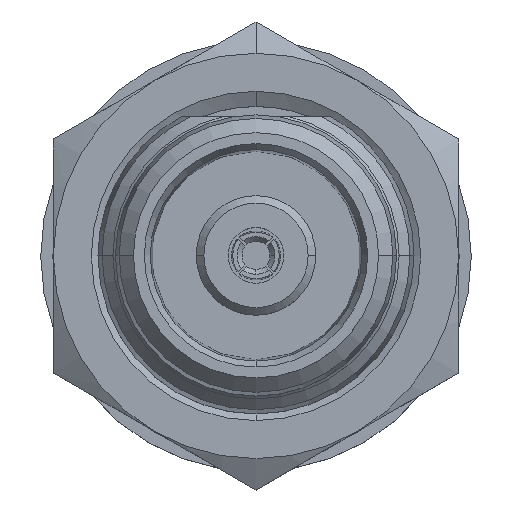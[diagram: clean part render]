
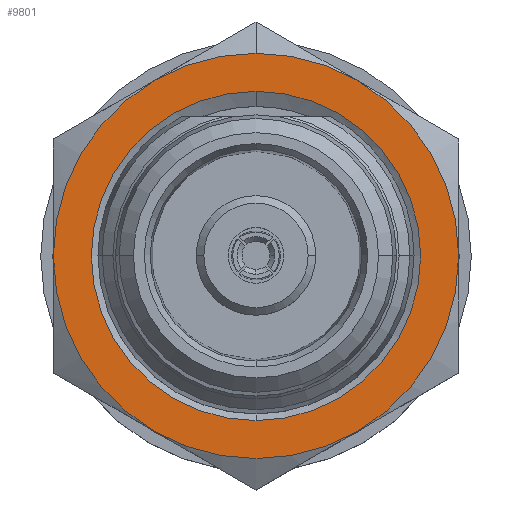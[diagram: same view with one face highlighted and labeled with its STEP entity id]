
A CAD part, top view. The second image highlights one B-rep face of the part: STEP entity #9801.
In plain terms, the highlighted planar face has unit normal (0, 0, 1).
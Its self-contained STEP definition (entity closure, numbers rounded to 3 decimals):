
#766 = CIRCLE ( 'NONE', #9866, 8. ) ;
#1163 = ORIENTED_EDGE ( 'NONE', *, *, #13705, .T. ) ;
#1386 = ORIENTED_EDGE ( 'NONE', *, *, #25099, .T. ) ;
#1573 = ORIENTED_EDGE ( 'NONE', *, *, #4859, .T. ) ;
#1736 = CARTESIAN_POINT ( 'NONE',  ( -4., -6.928, -14.6 ) ) ;
#2145 = DIRECTION ( 'NONE',  ( 0., 0., 1. ) ) ;
#2235 = DIRECTION ( 'NONE',  ( 0., 0., 1. ) ) ;
#2512 = DIRECTION ( 'NONE',  ( 0., -1., 0. ) ) ;
#2797 = EDGE_CURVE ( 'NONE', #12233, #16530, #29758, .T. ) ;
#2820 = ORIENTED_EDGE ( 'NONE', *, *, #2797, .F. ) ;
#2987 = DIRECTION ( 'NONE',  ( 0., 0., 1. ) ) ;
#3503 = CIRCLE ( 'NONE', #26973, 8. ) ;
#3580 = DIRECTION ( 'NONE',  ( 0., -1., 0. ) ) ;
#3925 = AXIS2_PLACEMENT_3D ( 'NONE', #16713, #2235, #36232 ) ;
#4248 = FACE_OUTER_BOUND ( 'NONE', #23356, .T. ) ;
#4859 = EDGE_CURVE ( 'NONE', #19505, #23679, #36561, .T. ) ;
#5436 = EDGE_CURVE ( 'NONE', #35403, #25486, #14702, .T. ) ;
#5672 = DIRECTION ( 'NONE',  ( 0., 0., 1. ) ) ;
#6686 = CARTESIAN_POINT ( 'NONE',  ( 0., 8., -14.6 ) ) ;
#6939 = CARTESIAN_POINT ( 'NONE',  ( 0., 0., -14.6 ) ) ;
#7363 = ORIENTED_EDGE ( 'NONE', *, *, #15519, .T. ) ;
#7880 = ORIENTED_EDGE ( 'NONE', *, *, #9689, .F. ) ;
#8989 = AXIS2_PLACEMENT_3D ( 'NONE', #10448, #30266, #35498 ) ;
#9383 = DIRECTION ( 'NONE',  ( 0., -1., 0. ) ) ;
#9689 = EDGE_CURVE ( 'NONE', #16530, #12233, #28989, .T. ) ;
#9801 = ADVANCED_FACE ( 'NONE', ( #13893, #4248 ), #15855, .F. ) ;
#9866 = AXIS2_PLACEMENT_3D ( 'NONE', #19583, #2987, #2512 ) ;
#9963 = DIRECTION ( 'NONE',  ( 0., -1., 0. ) ) ;
#10448 = CARTESIAN_POINT ( 'NONE',  ( 0., 0., -14.6 ) ) ;
#10861 = EDGE_CURVE ( 'NONE', #25486, #28348, #16383, .T. ) ;
#12194 = DIRECTION ( 'NONE',  ( 0., 0., 1. ) ) ;
#12233 = VERTEX_POINT ( 'NONE', #17729 ) ;
#12723 = DIRECTION ( 'NONE',  ( 0., -1., 0. ) ) ;
#12850 = DIRECTION ( 'NONE',  ( 0., 0., 1. ) ) ;
#13705 = EDGE_CURVE ( 'NONE', #28348, #24025, #766, .T. ) ;
#13893 = FACE_BOUND ( 'NONE', #33647, .T. ) ;
#14702 = CIRCLE ( 'NONE', #8989, 8. ) ;
#15519 = EDGE_CURVE ( 'NONE', #23679, #23240, #22672, .T. ) ;
#15591 = CIRCLE ( 'NONE', #20875, 8. ) ;
#15684 = CARTESIAN_POINT ( 'NONE',  ( 4., 6.928, -14.6 ) ) ;
#15855 = PLANE ( 'NONE',  #17887 ) ;
#16013 = CARTESIAN_POINT ( 'NONE',  ( 0., 0., -14.6 ) ) ;
#16383 = CIRCLE ( 'NONE', #3925, 8. ) ;
#16530 = VERTEX_POINT ( 'NONE', #20741 ) ;
#16713 = CARTESIAN_POINT ( 'NONE',  ( 0., 0., -14.6 ) ) ;
#16717 = DIRECTION ( 'NONE',  ( 0., -1., 0. ) ) ;
#17729 = CARTESIAN_POINT ( 'NONE',  ( 0., 6.5, -14.6 ) ) ;
#17887 = AXIS2_PLACEMENT_3D ( 'NONE', #27242, #32499, #18449 ) ;
#18449 = DIRECTION ( 'NONE',  ( 0., 1., 0. ) ) ;
#18938 = CARTESIAN_POINT ( 'NONE',  ( -8., 0., -14.6 ) ) ;
#19505 = VERTEX_POINT ( 'NONE', #34645 ) ;
#19583 = CARTESIAN_POINT ( 'NONE',  ( 0., 0., -14.6 ) ) ;
#20590 = CARTESIAN_POINT ( 'NONE',  ( -4., 6.928, -14.6 ) ) ;
#20741 = CARTESIAN_POINT ( 'NONE',  ( 0., -6.5, -14.6 ) ) ;
#20875 = AXIS2_PLACEMENT_3D ( 'NONE', #24054, #20942, #9963 ) ;
#20942 = DIRECTION ( 'NONE',  ( 0., 0., 1. ) ) ;
#21758 = AXIS2_PLACEMENT_3D ( 'NONE', #25277, #5672, #16717 ) ;
#22672 = CIRCLE ( 'NONE', #28002, 8. ) ;
#23240 = VERTEX_POINT ( 'NONE', #15684 ) ;
#23356 = EDGE_LOOP ( 'NONE', ( #1573, #7363, #1386, #35255, #26481, #1163, #33061 ) ) ;
#23655 = EDGE_CURVE ( 'NONE', #24025, #19505, #15591, .T. ) ;
#23679 = VERTEX_POINT ( 'NONE', #35514 ) ;
#24025 = VERTEX_POINT ( 'NONE', #1736 ) ;
#24054 = CARTESIAN_POINT ( 'NONE',  ( 0., 0., -14.6 ) ) ;
#25099 = EDGE_CURVE ( 'NONE', #23240, #35403, #3503, .T. ) ;
#25277 = CARTESIAN_POINT ( 'NONE',  ( 0., 0., -14.6 ) ) ;
#25486 = VERTEX_POINT ( 'NONE', #20590 ) ;
#25669 = AXIS2_PLACEMENT_3D ( 'NONE', #6939, #12194, #9383 ) ;
#26481 = ORIENTED_EDGE ( 'NONE', *, *, #10861, .T. ) ;
#26973 = AXIS2_PLACEMENT_3D ( 'NONE', #35569, #12850, #12723 ) ;
#27242 = CARTESIAN_POINT ( 'NONE',  ( 0., 8., -14.6 ) ) ;
#28002 = AXIS2_PLACEMENT_3D ( 'NONE', #16013, #2145, #35890 ) ;
#28348 = VERTEX_POINT ( 'NONE', #18938 ) ;
#28989 = CIRCLE ( 'NONE', #31719, 6.5 ) ;
#29506 = DIRECTION ( 'NONE',  ( 0., 0., 1. ) ) ;
#29758 = CIRCLE ( 'NONE', #25669, 6.5 ) ;
#30266 = DIRECTION ( 'NONE',  ( 0., 0., 1. ) ) ;
#31719 = AXIS2_PLACEMENT_3D ( 'NONE', #35232, #29506, #3580 ) ;
#32499 = DIRECTION ( 'NONE',  ( 0., 0., -1. ) ) ;
#33061 = ORIENTED_EDGE ( 'NONE', *, *, #23655, .T. ) ;
#33647 = EDGE_LOOP ( 'NONE', ( #7880, #2820 ) ) ;
#34645 = CARTESIAN_POINT ( 'NONE',  ( 4., -6.928, -14.6 ) ) ;
#35232 = CARTESIAN_POINT ( 'NONE',  ( 0., 0., -14.6 ) ) ;
#35255 = ORIENTED_EDGE ( 'NONE', *, *, #5436, .T. ) ;
#35403 = VERTEX_POINT ( 'NONE', #6686 ) ;
#35498 = DIRECTION ( 'NONE',  ( 0., -1., 0. ) ) ;
#35514 = CARTESIAN_POINT ( 'NONE',  ( 8., 0., -14.6 ) ) ;
#35569 = CARTESIAN_POINT ( 'NONE',  ( 0., 0., -14.6 ) ) ;
#35890 = DIRECTION ( 'NONE',  ( 0., -1., 0. ) ) ;
#36232 = DIRECTION ( 'NONE',  ( 0., -1., 0. ) ) ;
#36561 = CIRCLE ( 'NONE', #21758, 8. ) ;
